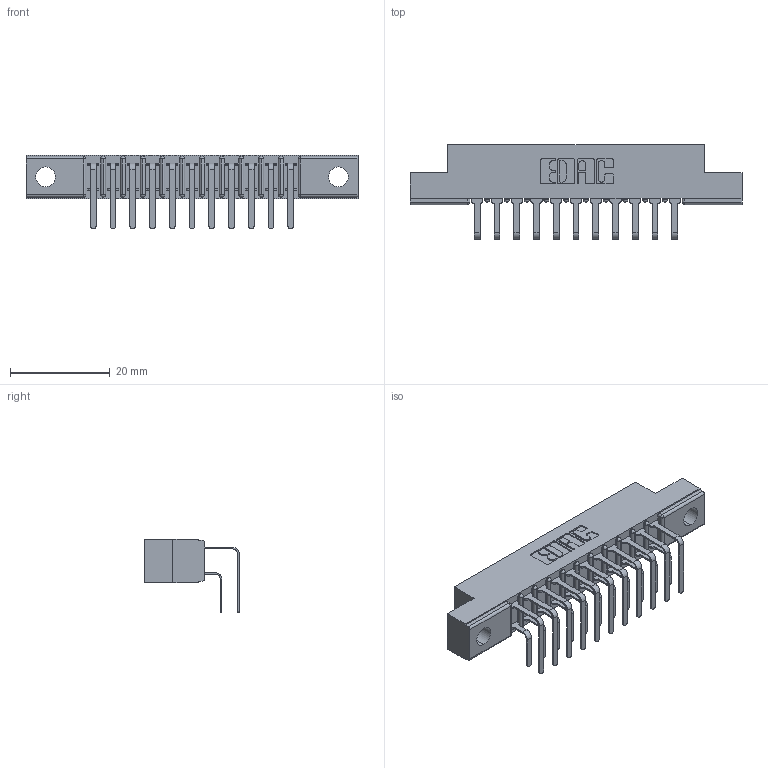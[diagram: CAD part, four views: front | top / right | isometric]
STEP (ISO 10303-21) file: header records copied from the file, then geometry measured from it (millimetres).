
FILE_DESCRIPTION (( 'STEP AP203' ), '1' );
FILE_NAME ('357-022-458-204.STEP', '2020-10-02T23:56:53', ( '' ), ( '' ), 'SwSTEP 2.0', 'SolidWorks 2020', '' );
FILE_SCHEMA (( 'CONFIG_CONTROL_DESIGN' ));
Length unit declared in the file: inch
Products named in the file (4): 307 Part_.156 Dia Mounting Holes; 307-290-001_558 559 - 1 (Single); 357-022-458-204; 307-290-001_558 - 2 (Single)
Assembly tree (23 placements, depth 2):
  357-022-458-204
    307 Part_.156 Dia Mounting Holes
    307-290-001_558 559 - 1 (Single)  x11
    307-290-001_558 - 2 (Single)  x11
Bounding box: 66.6 x 18.96 x 14.81 mm (x, y, z)
Volume: 4349.1 mm3; surface area: 7545.4 mm2
Topology: 23 solids, 23 shells, 1244 faces, 3483 edges, 2258 vertices
Faces by surface type: plane 810, cylinder 410, sphere 24
Entity records: 15469 total; most frequent: CARTESIAN_POINT 2547, ORIENTED_EDGE 2518, DIRECTION 2499, EDGE_CURVE 1259, LINE 959, VECTOR 959, VERTEX_POINT 818, AXIS2_PLACEMENT_3D 770
